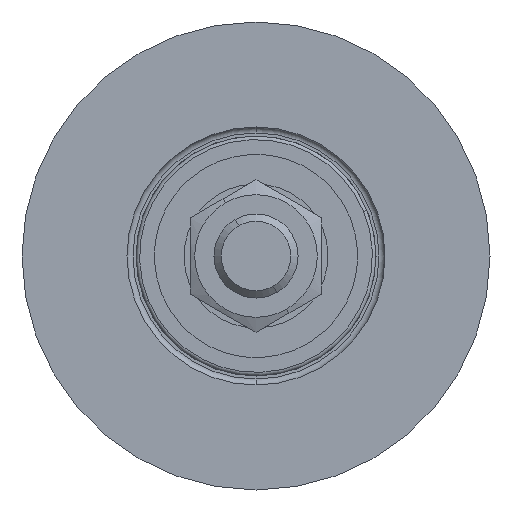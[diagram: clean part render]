
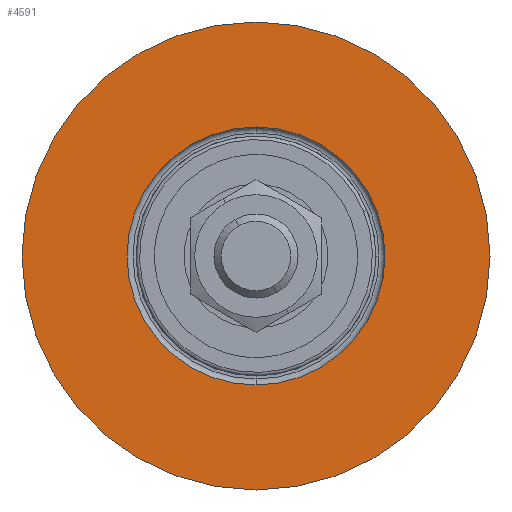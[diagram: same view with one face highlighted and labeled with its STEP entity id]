
A CAD part, left-side view. The second image highlights one B-rep face of the part: STEP entity #4591.
In plain terms, the highlighted planar face has unit normal (-1, 0, 0).
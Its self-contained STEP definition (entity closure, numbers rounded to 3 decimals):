
#105 = EDGE_CURVE ( 'NONE', #2074, #1125, #2941, .T. ) ;
#236 = CIRCLE ( 'NONE', #4266, 39. ) ;
#286 = CARTESIAN_POINT ( 'NONE',  ( 0., 0., 21.5 ) ) ;
#449 = CIRCLE ( 'NONE', #1846, 39. ) ;
#492 = VERTEX_POINT ( 'NONE', #2197 ) ;
#792 = DIRECTION ( 'NONE',  ( 0., 0., -1. ) ) ;
#834 = CIRCLE ( 'NONE', #4427, 21.5 ) ;
#852 = CARTESIAN_POINT ( 'NONE',  ( 0., 0., 0. ) ) ;
#891 = ORIENTED_EDGE ( 'NONE', *, *, #105, .F. ) ;
#1125 = VERTEX_POINT ( 'NONE', #4616 ) ;
#1216 = CARTESIAN_POINT ( 'NONE',  ( 0., 0., 0. ) ) ;
#1227 = EDGE_CURVE ( 'NONE', #492, #4199, #449, .T. ) ;
#1330 = EDGE_LOOP ( 'NONE', ( #2960, #2523 ) ) ;
#1412 = CARTESIAN_POINT ( 'NONE',  ( 0., 0., 0. ) ) ;
#1507 = FACE_BOUND ( 'NONE', #4504, .T. ) ;
#1551 = CARTESIAN_POINT ( 'NONE',  ( 0., 0., 39. ) ) ;
#1696 = DIRECTION ( 'NONE',  ( -1., 0., 0. ) ) ;
#1846 = AXIS2_PLACEMENT_3D ( 'NONE', #1412, #2898, #2850 ) ;
#1851 = CARTESIAN_POINT ( 'NONE',  ( 0., -21.5, 0. ) ) ;
#2074 = VERTEX_POINT ( 'NONE', #286 ) ;
#2197 = CARTESIAN_POINT ( 'NONE',  ( 0., 0., -39. ) ) ;
#2523 = ORIENTED_EDGE ( 'NONE', *, *, #5705, .T. ) ;
#2654 = DIRECTION ( 'NONE',  ( 0., 0., -1. ) ) ;
#2698 = AXIS2_PLACEMENT_3D ( 'NONE', #3730, #4181, #2812 ) ;
#2707 = PLANE ( 'NONE',  #4298 ) ;
#2812 = DIRECTION ( 'NONE',  ( 0., 0., -1. ) ) ;
#2850 = DIRECTION ( 'NONE',  ( 0., 0., -1. ) ) ;
#2898 = DIRECTION ( 'NONE',  ( -1., 0., 0. ) ) ;
#2907 = FACE_OUTER_BOUND ( 'NONE', #1330, .T. ) ;
#2941 = CIRCLE ( 'NONE', #2698, 21.5 ) ;
#2960 = ORIENTED_EDGE ( 'NONE', *, *, #1227, .T. ) ;
#3219 = DIRECTION ( 'NONE',  ( 0., 0., -1. ) ) ;
#3730 = CARTESIAN_POINT ( 'NONE',  ( 0., 0., 0. ) ) ;
#3745 = ORIENTED_EDGE ( 'NONE', *, *, #5625, .F. ) ;
#4124 = DIRECTION ( 'NONE',  ( -1., 0., 0. ) ) ;
#4181 = DIRECTION ( 'NONE',  ( -1., 0., 0. ) ) ;
#4199 = VERTEX_POINT ( 'NONE', #1551 ) ;
#4266 = AXIS2_PLACEMENT_3D ( 'NONE', #852, #4577, #792 ) ;
#4298 = AXIS2_PLACEMENT_3D ( 'NONE', #1851, #4124, #3219 ) ;
#4427 = AXIS2_PLACEMENT_3D ( 'NONE', #1216, #1696, #2654 ) ;
#4504 = EDGE_LOOP ( 'NONE', ( #3745, #891 ) ) ;
#4577 = DIRECTION ( 'NONE',  ( -1., 0., 0. ) ) ;
#4591 = ADVANCED_FACE ( 'NONE', ( #2907, #1507 ), #2707, .T. ) ;
#4616 = CARTESIAN_POINT ( 'NONE',  ( 0., 0., -21.5 ) ) ;
#5625 = EDGE_CURVE ( 'NONE', #1125, #2074, #834, .T. ) ;
#5705 = EDGE_CURVE ( 'NONE', #4199, #492, #236, .T. ) ;
